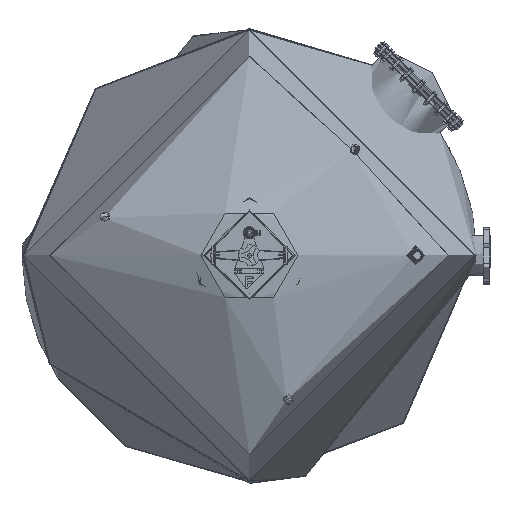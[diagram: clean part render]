
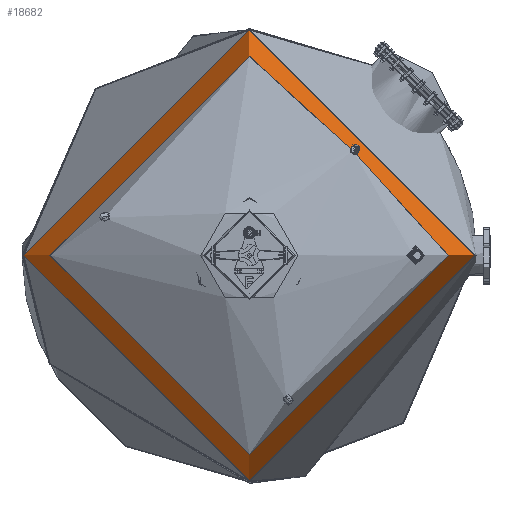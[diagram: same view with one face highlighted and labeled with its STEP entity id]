
A CAD part, top view. The second image highlights one B-rep face of the part: STEP entity #18682.
In plain terms, the highlighted toroidal (fillet/blend) face has major radius 994.012 mm and minor radius 265 mm.
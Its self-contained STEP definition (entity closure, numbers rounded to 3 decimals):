
#18682 = ADVANCED_FACE( '', ( #27808, #27809 ), #27810, .T. );
#27808 = FACE_OUTER_BOUND( '', #31231, .T. );
#27809 = FACE_OUTER_BOUND( '', #31232, .T. );
#27810 = TOROIDAL_SURFACE( '', #31233, 994.012, 265. );
#31231 = EDGE_LOOP( '', ( #36189 ) );
#31232 = EDGE_LOOP( '', ( #36190 ) );
#31233 = AXIS2_PLACEMENT_3D( '', #36191, #36192, #36193 );
#36189 = ORIENTED_EDGE( '', *, *, #69803, .T. );
#36190 = ORIENTED_EDGE( '', *, *, #69821, .F. );
#36191 = CARTESIAN_POINT( '', ( 0.513, 0., 682.479 ) );
#36192 = DIRECTION( '', ( 0., 0., -1. ) );
#36193 = DIRECTION( '', ( -1., 0., 0. ) );
#69803 = EDGE_CURVE( '', #73563, #73563, #73564, .T. );
#69821 = EDGE_CURVE( '', #73597, #73597, #73598, .T. );
#73563 = VERTEX_POINT( '', #74567 );
#73564 = CIRCLE( '', #74568, 1107.567 );
#73597 = VERTEX_POINT( '', #75533 );
#73598 = CIRCLE( '', #75534, 1259.012 );
#74567 = CARTESIAN_POINT( '', ( -1107.054, 0., 921.917 ) );
#74568 = AXIS2_PLACEMENT_3D( '', #75558, #75559, #75560 );
#75533 = CARTESIAN_POINT( '', ( -1258.499, 0., 682.479 ) );
#75534 = AXIS2_PLACEMENT_3D( '', #75584, #75585, #75586 );
#75558 = CARTESIAN_POINT( '', ( 0.513, 0., 921.917 ) );
#75559 = DIRECTION( '', ( 0., 0., -1. ) );
#75560 = DIRECTION( '', ( -1., 0., 0. ) );
#75584 = CARTESIAN_POINT( '', ( 0.513, 0., 682.479 ) );
#75585 = DIRECTION( '', ( 0., 0., -1. ) );
#75586 = DIRECTION( '', ( -1., 0., 0. ) );
